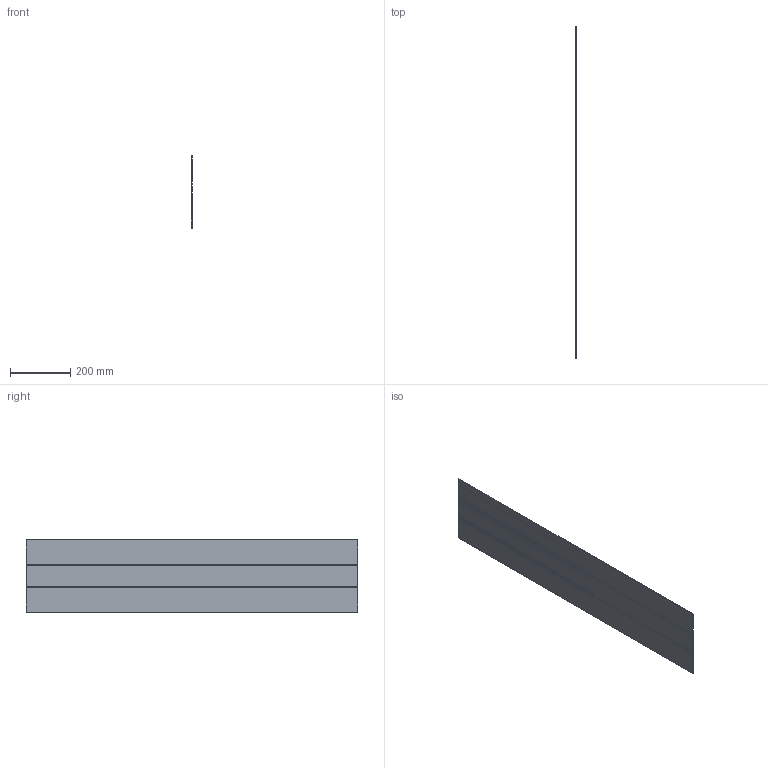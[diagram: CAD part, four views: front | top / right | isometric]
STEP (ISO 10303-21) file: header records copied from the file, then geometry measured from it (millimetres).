
FILE_DESCRIPTION(('CATIA V5 STEP Exchange','CAx-IF Rec.Pracs.--- Model Styling and Organization---1.2---2011-12-15'),'2;1');
FILE_NAME('01518000.stp','2017-02-22T09:31:04+00:00',('none'),('none'),'Version 5-6 Release 2012','CATIA V5 STEP AP214','none');
FILE_SCHEMA(('AUTOMOTIVE_DESIGN { 1 0 10303 214 1 1 1 1 }'));
Length unit declared in the file: millimetre
Products named in the file (1): 01518000
Bounding box: 3.5 x 1100 x 240 mm (x, y, z)
Volume: 536615.4 mm3; surface area: 546468.1 mm2
Topology: 1 solids, 1 shells, 64 faces, 188 edges, 126 vertices
Faces by surface type: plane 44, cylinder 20
Entity records: 2044 total; most frequent: ORIENTED_EDGE 376, CARTESIAN_POINT 366, DIRECTION 290, EDGE_CURVE 188, VECTOR 148, LINE 148, VERTEX_POINT 126, AXIS2_PLACEMENT_3D 92
